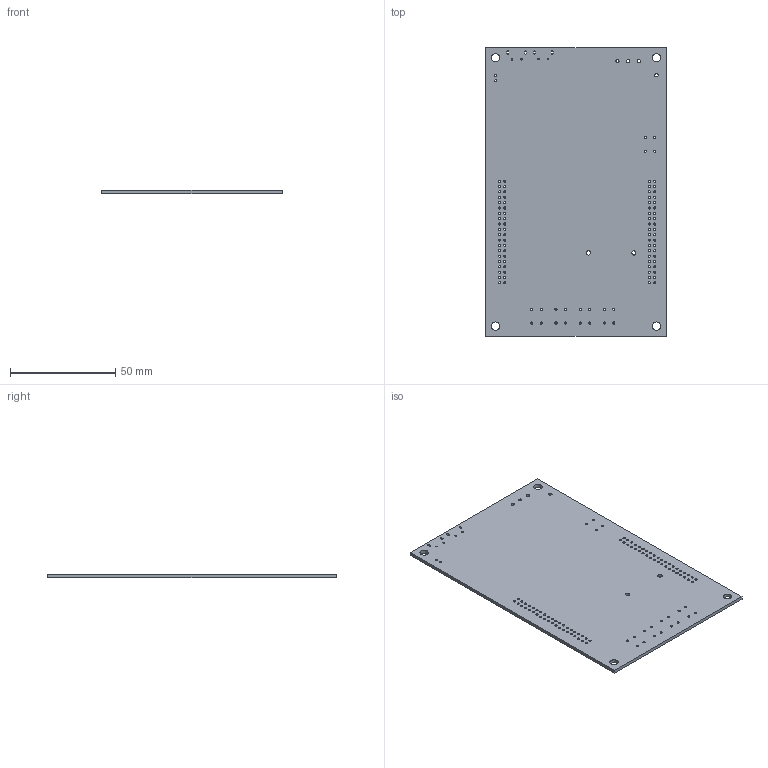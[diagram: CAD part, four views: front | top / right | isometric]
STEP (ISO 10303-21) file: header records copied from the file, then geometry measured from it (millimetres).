
FILE_DESCRIPTION(('Open CASCADE Model'),'2;1');
FILE_NAME('Open CASCADE Shape Model','2016-04-05T03:30:24',('Author'),( 'Open CASCADE'),'Open CASCADE STEP processor 6.7','Open CASCADE 6.7' ,'Unknown');
FILE_SCHEMA(('AUTOMOTIVE_DESIGN_CC2 { 1 2 10303 214 -1 1 5 4 }'));
Length unit declared in the file: millimetre
Products named in the file (6): Open CASCADE STEP translator 6.7 1; PCB; trace
Assembly tree (1 placements, depth 2):
  Open CASCADE STEP translator 6.7 1
    PCB
  trace
  trace
  trace
  trace
Bounding box: 85.83 x 137.03 x 1.6 mm (x, y, z)
Volume: 18571.7 mm3; surface area: 24620.8 mm2
Topology: 1 solids, 1 shells, 150 faces, 444 edges, 296 vertices
Faces by surface type: cylinder 128, plane 22
Full cylindrical faces by diameter (mm): 1 x2, 1.016 x100, 1.524 x3, 1.6 x1, 2 x2, 4 x4
Entity records: 12263 total; most frequent: CARTESIAN_POINT 3316, DIRECTION 1636, ORIENTED_EDGE 888, PCURVE 888, DEFINITIONAL_REPRESENTATION 888, LINE 820, VECTOR 820, EDGE_CURVE 444
